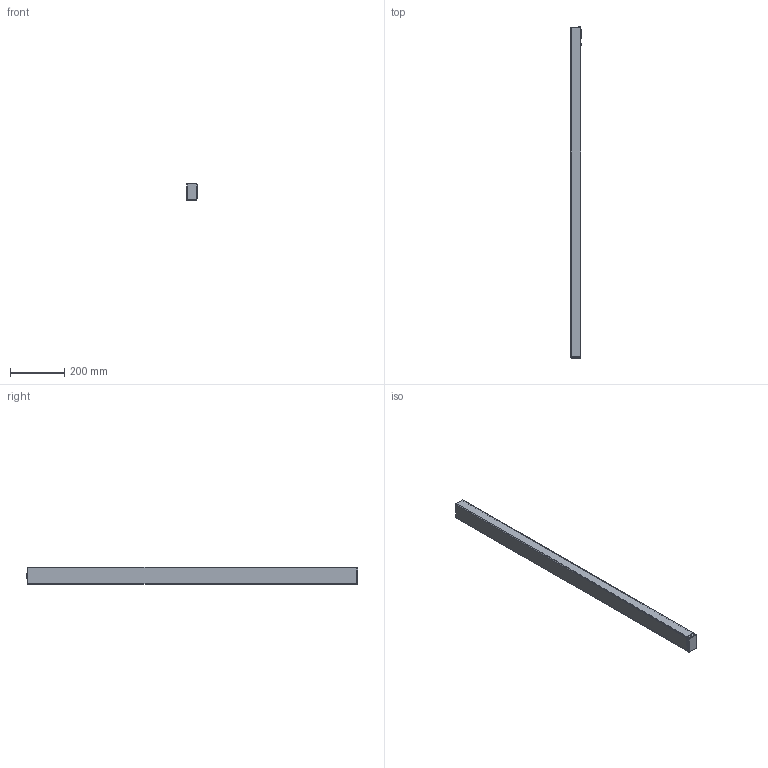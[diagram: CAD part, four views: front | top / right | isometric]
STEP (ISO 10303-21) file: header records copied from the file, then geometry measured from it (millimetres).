
FILE_DESCRIPTION (( 'STEP AP203' ), '1' );
FILE_NAME ('am-4365_East_Rivnuts East Wall.STEP', '2022-07-07T20:57:18', ( '' ), ( '' ), 'SwSTEP 2.0', 'SolidWorks 2022', '' );
FILE_SCHEMA (( 'CONFIG_CONTROL_DESIGN' ));
Length unit declared in the file: inch
Products named in the file (18): am-1226 steel rivet 1875 125-250 grip; L903-7336 v5 v4_11; Tube plug End Cap; L903-7336 v5 v4_10; am-4365_East_Rivnuts East Wall; L903-7336 v5 v4_4; L903-7336 v5 v4_5; am-1577 10-32 RivNut for Plastics_Installed; L903-7336 v5 v4_3; L903-7336 v5 v4_8; L903-7336 v5 v4_7; L903-7336 v5 v4_12; ip-4365_East_Drilled East Wall; L903-7336 v5 v4_2; L903-7336 v5 v4; L903-7336 v5 v4_6; L903-7336 v5 v4_9
Assembly tree (23 placements, depth 3):
  am-4365_East_Rivnuts East Wall
    ip-4365_East_Drilled East Wall
    L903-7336 v5 v4
      L903-7336 v5 v4
      L903-7336 v5 v4_2
      L903-7336 v5 v4_3
      L903-7336 v5 v4_4
      L903-7336 v5 v4_5
      L903-7336 v5 v4_6
      L903-7336 v5 v4_7
      L903-7336 v5 v4_8
      L903-7336 v5 v4_9
      L903-7336 v5 v4_10
      L903-7336 v5 v4_11
      L903-7336 v5 v4_12
    am-1226 steel rivet 1875 125-250 grip  x4
    Tube plug End Cap
    am-1577 10-32 RivNut for Plastics_Installed  x4
Bounding box: 39.52 x 1225.3 x 64.47 mm (x, y, z)
Volume: 623267 mm3; surface area: 492386.4 mm2
Topology: 22 solids, 22 shells, 1140 faces, 2832 edges, 1726 vertices
Faces by surface type: cylinder 427, plane 367, bspline 238, cone 54, torus 50, sphere 4
Entity records: 39982 total; most frequent: CARTESIAN_POINT 19593, ORIENTED_EDGE 3988, DIRECTION 3647, EDGE_CURVE 1994, AXIS2_PLACEMENT_3D 1370, VERTEX_POINT 1234, VECTOR 907, LINE 907
